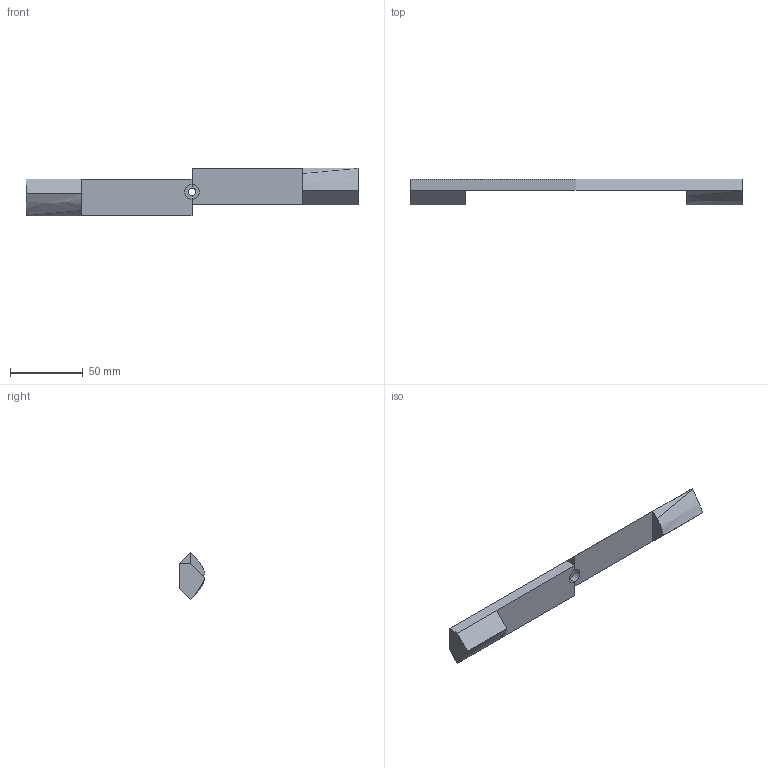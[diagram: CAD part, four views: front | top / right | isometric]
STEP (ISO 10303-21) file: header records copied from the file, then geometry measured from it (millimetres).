
FILE_DESCRIPTION(/* description */ (''),/* implementation_level */ '2;1');
FILE_NAME(/* name */ 'spinner.step',/* time_stamp */ '2018-09-15T00:48:13-04:00',/* author */ ('asciiporpoise'),/* organization */ (''),/* preprocessor_version */ 'ST-DEVELOPER v17',/* originating_system */ 'Autodesk Translation Framework v7.1.0.215',/* authorisation */ '');
FILE_SCHEMA (('AUTOMOTIVE_DESIGN { 1 0 10303 214 3 1 1 }'));
Length unit declared in the file: inch
Products named in the file (1): Spinner
Bounding box: 228.6 x 17.78 x 33.02 mm (x, y, z)
Volume: 48098.7 mm3; surface area: 15915 mm2
Topology: 2 solids, 2 shells, 28 faces, 68 edges, 44 vertices
Faces by surface type: plane 22, cylinder 4, bspline 2
Entity records: 892 total; most frequent: CARTESIAN_POINT 209, ORIENTED_EDGE 136, DIRECTION 124, EDGE_CURVE 68, LINE 54, VECTOR 54, VERTEX_POINT 44, AXIS2_PLACEMENT_3D 35
